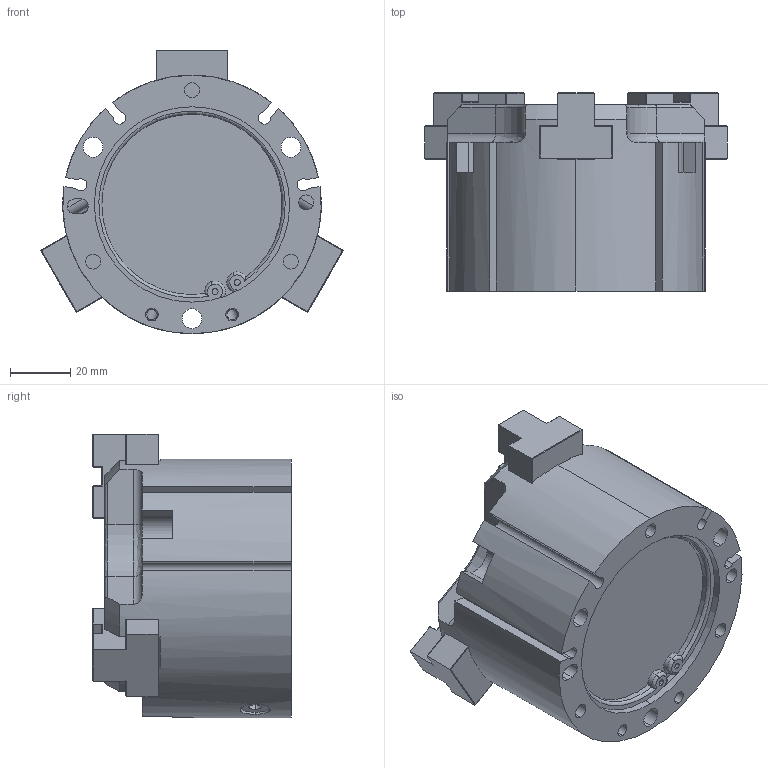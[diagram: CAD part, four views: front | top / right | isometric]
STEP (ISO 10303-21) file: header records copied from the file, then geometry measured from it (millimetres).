
FILE_DESCRIPTION (( 'STEP AP203' ), '1' );
FILE_NAME ('GC-633.STEP', '2019-09-19T03:18:08', ( 'user' ), ( '' ), 'SwSTEP 2.0', 'SolidWorks 2014', '' );
FILE_SCHEMA (( 'CONFIG_CONTROL_DESIGN' ));
Length unit declared in the file: millimetre
Products named in the file (1): GC-633
Bounding box: 100.72 x 66 x 94.27 mm (x, y, z)
Surface area: 50644.8 mm2 (no closed solid volume)
Topology: 0 solids, 11 shells, 349 faces, 1065 edges, 715 vertices
Faces by surface type: plane 223, cylinder 99, bspline 19, cone 8
Entity records: 13483 total; most frequent: CARTESIAN_POINT 4092, DIRECTION 1887, ORIENTED_EDGE 1799, EDGE_CURVE 1065, VECTOR 755, LINE 755, VERTEX_POINT 715, AXIS2_PLACEMENT_3D 566
